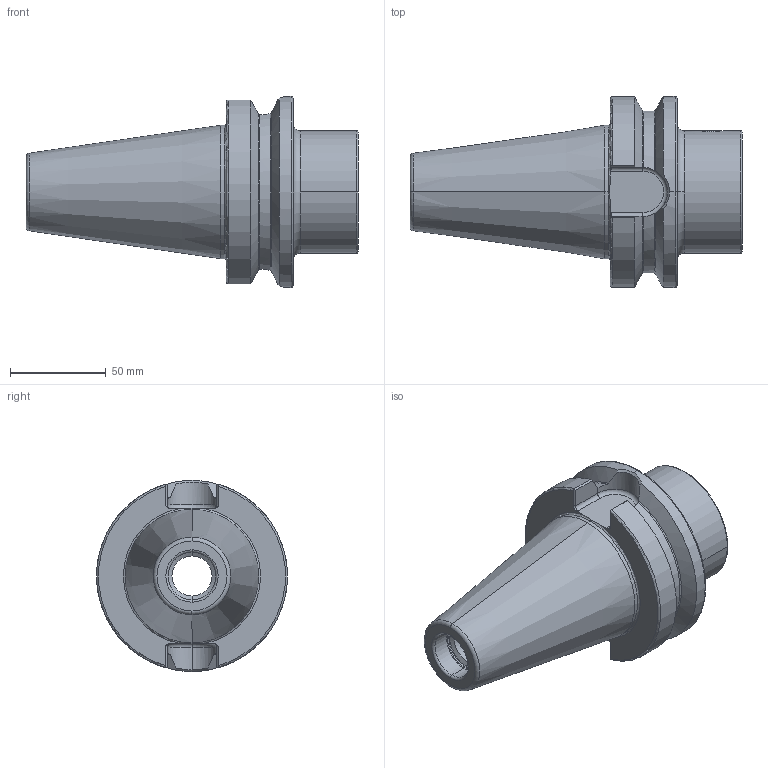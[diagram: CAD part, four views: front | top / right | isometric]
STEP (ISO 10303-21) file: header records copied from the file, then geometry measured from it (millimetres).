
FILE_DESCRIPTION (( 'STEP AP203' ), '1' );
FILE_NAME ('BT5-ST6.K01.072.STEP', '2016-02-12T09:48:25', ( 'SWIAdmin' ), ( 'Hewlett-Packard Company' ), 'SwSTEP 2.0', 'SolidWorks 2015', '' );
FILE_SCHEMA (( 'CONFIG_CONTROL_DESIGN' ));
Length unit declared in the file: millimetre
Products named in the file (3): BT5-ST6.K01.072_A; ST6-ER1.001.018_A; BT5-ST6.K01.072
Assembly tree (2 placements, depth 2):
  BT5-ST6.K01.072
    BT5-ST6.K01.072_A
    ST6-ER1.001.018_A
Bounding box: 173.8 x 100 x 100 mm (x, y, z)
Volume: 501291.5 mm3; surface area: 65825.8 mm2
Topology: 2 solids, 2 shells, 143 faces, 356 edges, 217 vertices
Faces by surface type: cylinder 42, plane 37, torus 34, cone 24, bspline 6
Entity records: 5386 total; most frequent: CARTESIAN_POINT 1796, ORIENTED_EDGE 708, DIRECTION 682, EDGE_CURVE 354, AXIS2_PLACEMENT_3D 280, VERTEX_POINT 217, EDGE_LOOP 149, ADVANCED_FACE 143
